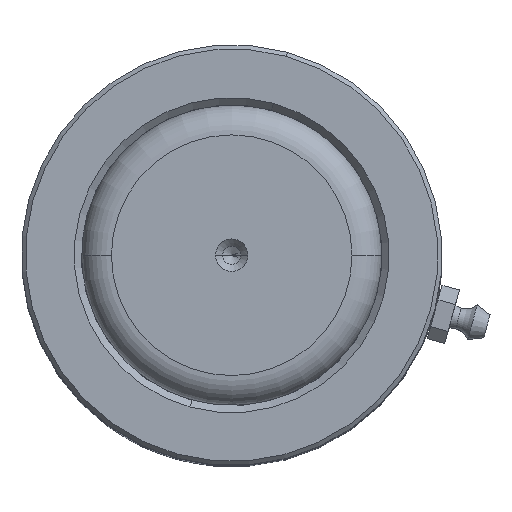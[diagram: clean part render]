
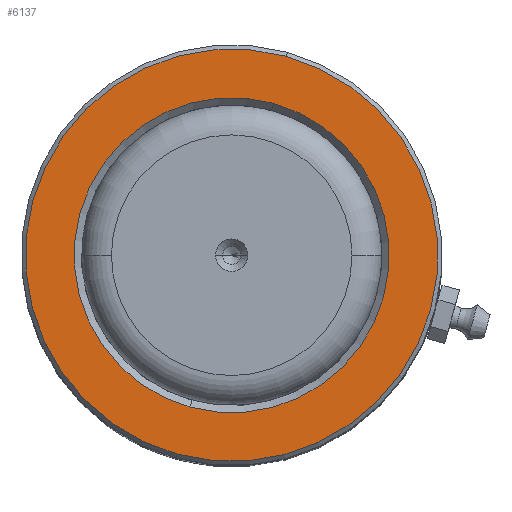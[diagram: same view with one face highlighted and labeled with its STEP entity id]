
A CAD part, top view. The second image highlights one B-rep face of the part: STEP entity #6137.
In plain terms, the highlighted planar face has unit normal (0, 0, 1).
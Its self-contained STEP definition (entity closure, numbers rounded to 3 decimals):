
#328 = CARTESIAN_POINT ( 'NONE',  ( 0., 0., 120. ) ) ;
#667 = AXIS2_PLACEMENT_3D ( 'NONE', #1980, #1360, #4169 ) ;
#843 = CIRCLE ( 'NONE', #3747, 34.3 ) ;
#1304 = CARTESIAN_POINT ( 'NONE',  ( 0., 0., 120. ) ) ;
#1360 = DIRECTION ( 'NONE',  ( 0., 0., -1. ) ) ;
#1499 = FACE_BOUND ( 'NONE', #8199, .T. ) ;
#1525 = DIRECTION ( 'NONE',  ( 1., 0., 0. ) ) ;
#1709 = DIRECTION ( 'NONE',  ( 1., 0., 0. ) ) ;
#1980 = CARTESIAN_POINT ( 'NONE',  ( 0., 0., 120. ) ) ;
#2679 = PLANE ( 'NONE',  #4005 ) ;
#2742 = CARTESIAN_POINT ( 'NONE',  ( 0., 0., 120. ) ) ;
#2934 = AXIS2_PLACEMENT_3D ( 'NONE', #328, #3871, #1709 ) ;
#3449 = ORIENTED_EDGE ( 'NONE', *, *, #8243, .T. ) ;
#3570 = CARTESIAN_POINT ( 'NONE',  ( -26.2, 0., 120. ) ) ;
#3627 = EDGE_CURVE ( 'NONE', #3778, #3838, #6768, .T. ) ;
#3747 = AXIS2_PLACEMENT_3D ( 'NONE', #2742, #4198, #4961 ) ;
#3778 = VERTEX_POINT ( 'NONE', #8585 ) ;
#3838 = VERTEX_POINT ( 'NONE', #4201 ) ;
#3871 = DIRECTION ( 'NONE',  ( 0., 0., -1. ) ) ;
#4005 = AXIS2_PLACEMENT_3D ( 'NONE', #7896, #7753, #7011 ) ;
#4169 = DIRECTION ( 'NONE',  ( 1., 0., 0. ) ) ;
#4198 = DIRECTION ( 'NONE',  ( 0., 0., 1. ) ) ;
#4201 = CARTESIAN_POINT ( 'NONE',  ( 34.3, 0., 120. ) ) ;
#4731 = VERTEX_POINT ( 'NONE', #8374 ) ;
#4775 = ORIENTED_EDGE ( 'NONE', *, *, #6797, .T. ) ;
#4961 = DIRECTION ( 'NONE',  ( 1., 0., 0. ) ) ;
#5116 = EDGE_CURVE ( 'NONE', #6861, #4731, #6082, .T. ) ;
#5717 = FACE_OUTER_BOUND ( 'NONE', #7651, .T. ) ;
#6082 = CIRCLE ( 'NONE', #2934, 26.2 ) ;
#6137 = ADVANCED_FACE ( 'NONE', ( #5717, #1499 ), #2679, .T. ) ;
#6588 = AXIS2_PLACEMENT_3D ( 'NONE', #1304, #7199, #1525 ) ;
#6768 = CIRCLE ( 'NONE', #6588, 34.3 ) ;
#6797 = EDGE_CURVE ( 'NONE', #4731, #6861, #8319, .T. ) ;
#6861 = VERTEX_POINT ( 'NONE', #3570 ) ;
#7011 = DIRECTION ( 'NONE',  ( 1., 0., 0. ) ) ;
#7059 = ORIENTED_EDGE ( 'NONE', *, *, #5116, .T. ) ;
#7199 = DIRECTION ( 'NONE',  ( 0., 0., 1. ) ) ;
#7651 = EDGE_LOOP ( 'NONE', ( #7764, #3449 ) ) ;
#7753 = DIRECTION ( 'NONE',  ( 0., 0., 1. ) ) ;
#7764 = ORIENTED_EDGE ( 'NONE', *, *, #3627, .T. ) ;
#7896 = CARTESIAN_POINT ( 'NONE',  ( 0., 0., 120. ) ) ;
#8199 = EDGE_LOOP ( 'NONE', ( #4775, #7059 ) ) ;
#8243 = EDGE_CURVE ( 'NONE', #3838, #3778, #843, .T. ) ;
#8319 = CIRCLE ( 'NONE', #667, 26.2 ) ;
#8374 = CARTESIAN_POINT ( 'NONE',  ( 26.2, 0., 120. ) ) ;
#8585 = CARTESIAN_POINT ( 'NONE',  ( -34.3, 0., 120. ) ) ;
